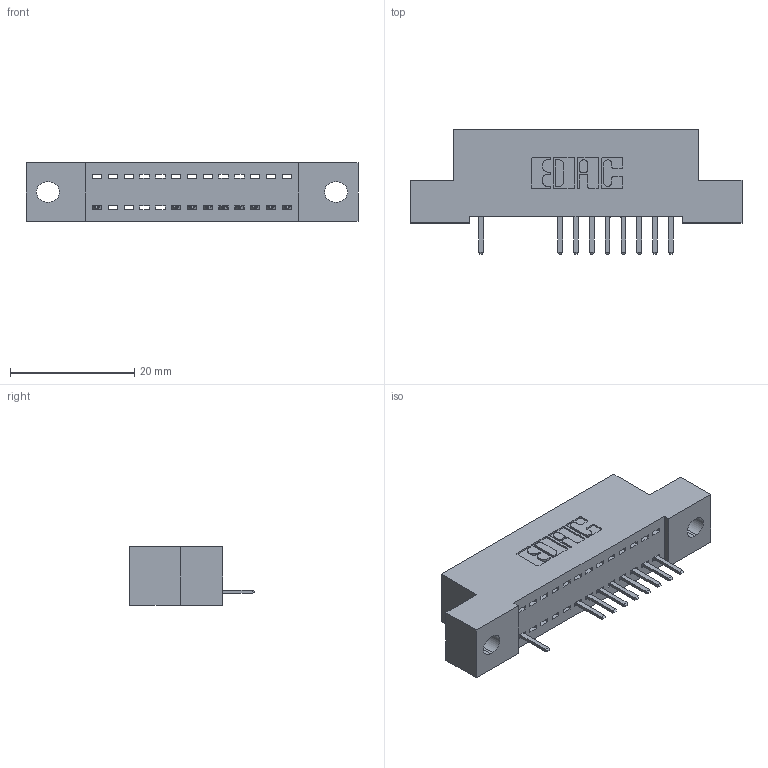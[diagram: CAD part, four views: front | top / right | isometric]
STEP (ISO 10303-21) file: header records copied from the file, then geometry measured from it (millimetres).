
FILE_DESCRIPTION (( 'STEP AP203' ), '1' );
FILE_NAME ('392-013-520-102.STEP', '2018-08-14T22:49:22', ( '' ), ( '' ), 'SwSTEP 2.0', 'SolidWorks 2016', '' );
FILE_SCHEMA (( 'CONFIG_CONTROL_DESIGN' ));
Length unit declared in the file: inch
Products named in the file (3): 342 Part_.128 Slot; 345-292-001_345-293-120; 392-013-520-102
Assembly tree (10 placements, depth 2):
  392-013-520-102
    342 Part_.128 Slot
    345-292-001_345-293-120  x9
Bounding box: 53.34 x 20.02 x 9.4 mm (x, y, z)
Volume: 4446.3 mm3; surface area: 5427.4 mm2
Topology: 10 solids, 10 shells, 720 faces, 2135 edges, 1398 vertices
Faces by surface type: plane 514, cylinder 206
Entity records: 11687 total; most frequent: CARTESIAN_POINT 2057, ORIENTED_EDGE 1998, DIRECTION 1777, EDGE_CURVE 999, LINE 867, VECTOR 867, VERTEX_POINT 662, AXIS2_PLACEMENT_3D 455
